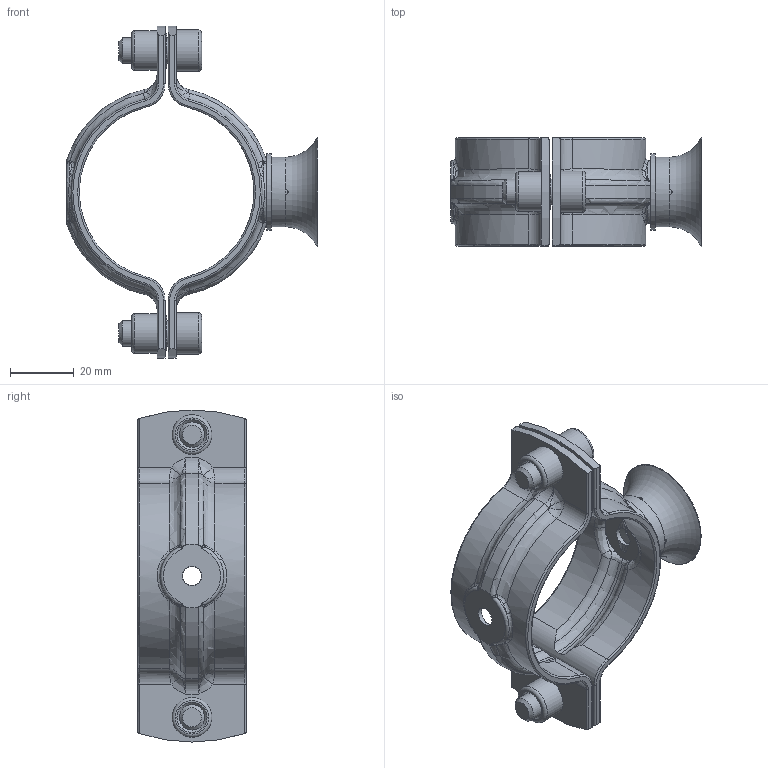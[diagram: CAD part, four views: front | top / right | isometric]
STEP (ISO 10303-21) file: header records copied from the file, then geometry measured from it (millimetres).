
FILE_DESCRIPTION(/* description */ ('Unknown'),/* implementation_level */ '2;1');
FILE_NAME(/* name */ 'ZPI1-F2N_ZPT1-F2M',/* time_stamp */ '2024-05-02T14:38:19+02:00',/* author */ ('Unknown'),/* organization */ ('Baumer'),/* preprocessor_version */ 'ST-DEVELOPER v16.7',/* originating_system */ 'Solid Edge',/* authorisation */ 'Unknown');
FILE_SCHEMA (('AUTOMOTIVE_DESIGN {1 0 10303 214 3 1 1}'));
Length unit declared in the file: millimetre
Products named in the file (1): Part2
Bounding box: 79.02 x 34.43 x 104.5 mm (x, y, z)
Volume: 32665 mm3; surface area: 26399.4 mm2
Topology: 2 solids, 2 shells, 409 faces, 1028 edges, 633 vertices
Faces by surface type: cylinder 133, torus 95, bspline 90, plane 66, cone 24, sphere 1
Full cylindrical faces by diameter (mm): 6 x3, 6.1 x2, 8 x4, 11 x4, 12.5 x2, 13 x2, 18.9 x1, 20 x1, 22 x1, 24 x1
Entity records: 16158 total; most frequent: CARTESIAN_POINT 7541, ORIENTED_EDGE 1936, DIRECTION 1556, EDGE_CURVE 968, AXIS2_PLACEMENT_3D 680, VERTEX_POINT 614, EDGE_LOOP 476, FACE_BOUND 476
